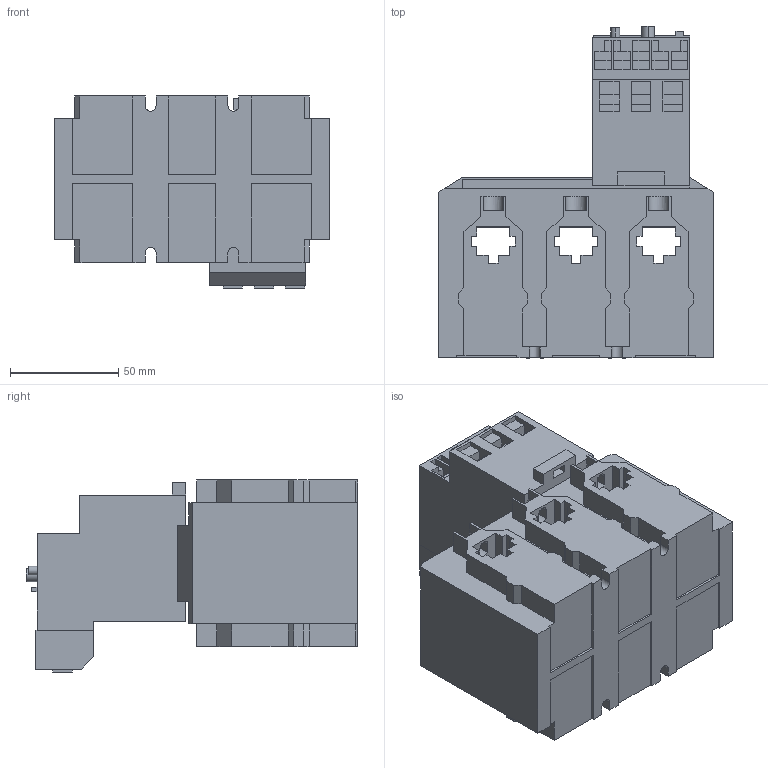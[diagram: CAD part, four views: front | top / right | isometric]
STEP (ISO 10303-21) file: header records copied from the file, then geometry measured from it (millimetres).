
FILE_DESCRIPTION (( 'STEP AP203' ), '1' );
FILE_NAME ('U180 180.STEP', '2014-04-30T05:21:25', ( '' ), ( '' ), 'SwSTEP 2.0', 'SolidWorks 2014', '' );
FILE_SCHEMA (( 'CONFIG_CONTROL_DESIGN' ));
Length unit declared in the file: millimetre
Products named in the file (1): U180 180
Bounding box: 127 x 153 x 88.55 mm (x, y, z)
Volume: 798023.9 mm3; surface area: 99133.5 mm2
Topology: 1 solids, 1 shells, 454 faces, 1311 edges, 873 vertices
Faces by surface type: plane 395, cylinder 59
Entity records: 14870 total; most frequent: CARTESIAN_POINT 2639, ORIENTED_EDGE 2622, DIRECTION 2351, EDGE_CURVE 1311, VECTOR 1181, LINE 1181, VERTEX_POINT 873, AXIS2_PLACEMENT_3D 585
